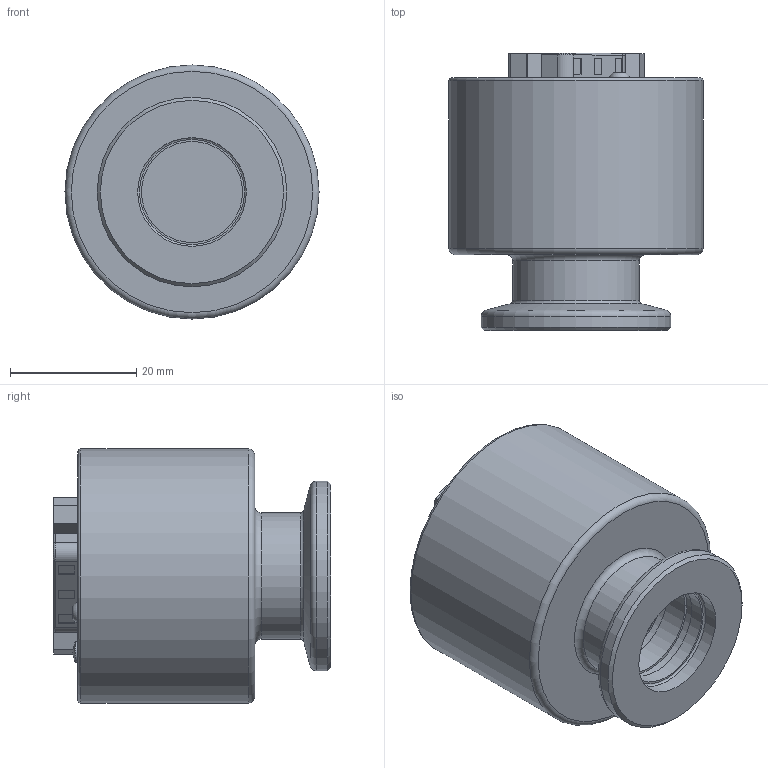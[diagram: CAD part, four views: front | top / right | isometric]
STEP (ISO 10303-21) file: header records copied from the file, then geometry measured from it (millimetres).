
FILE_DESCRIPTION(/* description */ (''),/* implementation_level */ '2;1');
FILE_NAME(/* name */ 'ASSY-M-TRD-PP-DE9-SLD-REV1.step',/* time_stamp */ '2021-06-14T10:53:46+02:00',/* author */ (''),/* organization */ (''),/* preprocessor_version */ 'ST-DEVELOPER v18.1',/* originating_system */ 'Autodesk Translation Framework v10.9.0.1377',/* authorisation */ '');
FILE_SCHEMA (('AUTOMOTIVE_DESIGN { 1 0 10303 214 3 1 1 }'));
Length unit declared in the file: millimetre
Products named in the file (1): ASSY-M-TRD-PP-DE9-SLD-REV1
Bounding box: 40.2 x 43.85 x 40.2 mm (x, y, z)
Volume: 38040.9 mm3; surface area: 9041.3 mm2
Topology: 1 solids, 1 shells, 185 faces, 434 edges, 279 vertices
Faces by surface type: plane 95, cylinder 52, cone 16, sphere 12, torus 10
Full cylindrical faces by diameter (mm): 1 x9, 1.5 x1, 3.1 x2, 3.302 x1, 4.1 x2, 16 x3, 16.8 x2, 17.2 x1, 20 x1, 30 x1, 40.2 x1
Entity records: 5306 total; most frequent: DIRECTION 950, CARTESIAN_POINT 939, ORIENTED_EDGE 846, EDGE_CURVE 423, AXIS2_PLACEMENT_3D 354, VERTEX_POINT 279, LINE 242, VECTOR 242
